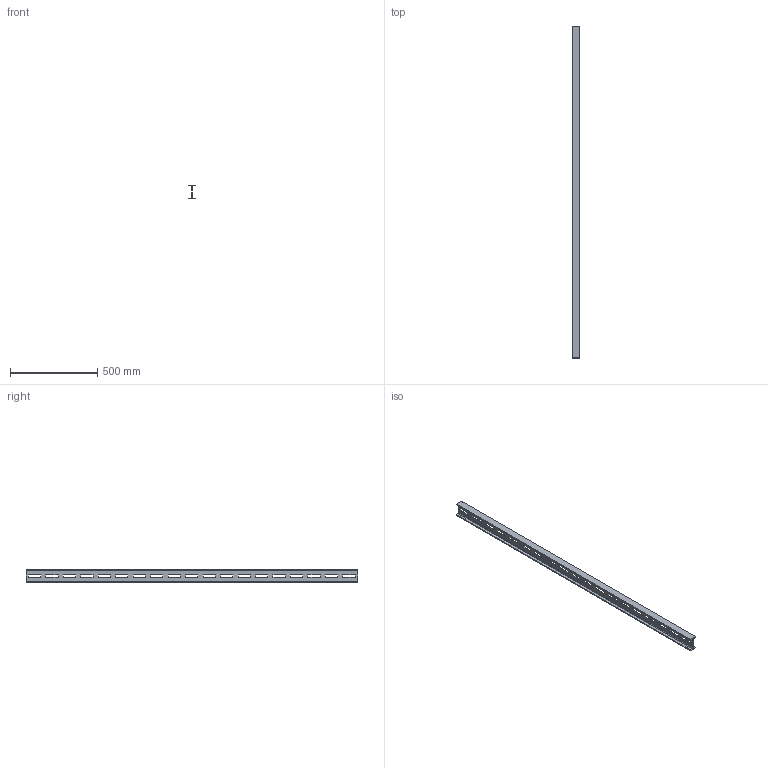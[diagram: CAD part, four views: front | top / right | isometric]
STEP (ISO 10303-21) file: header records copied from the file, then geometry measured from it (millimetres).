
FILE_DESCRIPTION((''),'2;1');
FILE_NAME('6337228','2012-07-18T',('AndreasKeweloh'),(''),'PRO/ENGINEER BY PARAMETRIC TECHNOLOGY CORPORATION, 2012130','PRO/ENGINEER BY PARAMETRIC TECHNOLOGY CORPORATION, 2012130','');
FILE_SCHEMA(('CONFIG_CONTROL_DESIGN'));
Length unit declared in the file: millimetre
Products named in the file (1): 6337228
Bounding box: 42 x 1900 x 80 mm (x, y, z)
Volume: 1343280.6 mm3; surface area: 551669.7 mm2
Topology: 1 solids, 1 shells, 98 faces, 288 edges, 192 vertices
Faces by surface type: plane 90, cylinder 8
Entity records: 3322 total; most frequent: CARTESIAN_POINT 578, ORIENTED_EDGE 576, DIRECTION 500, EDGE_CURVE 288, VECTOR 272, LINE 272, VERTEX_POINT 192, EDGE_LOOP 136
